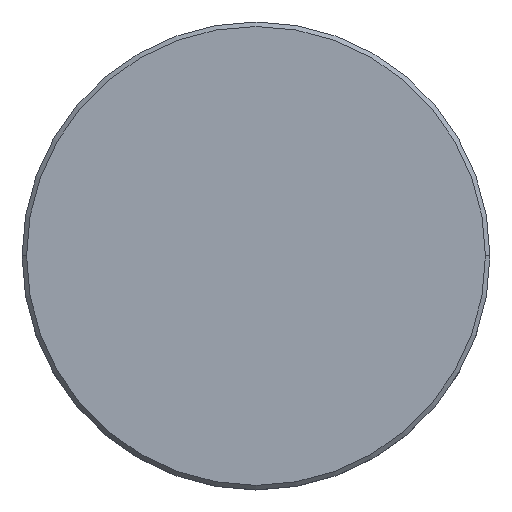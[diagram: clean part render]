
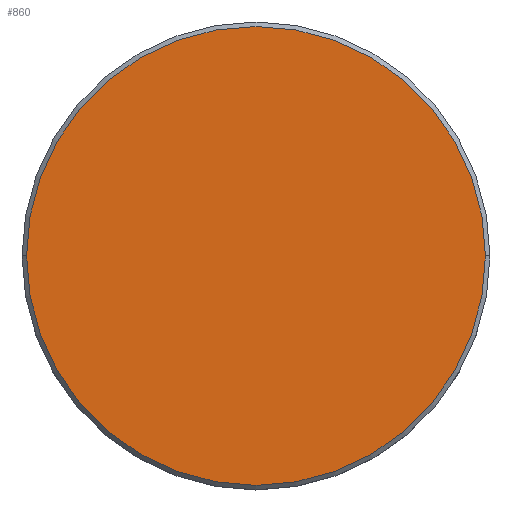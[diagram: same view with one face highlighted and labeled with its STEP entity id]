
A CAD part, top view. The second image highlights one B-rep face of the part: STEP entity #860.
In plain terms, the highlighted planar face has unit normal (0, 0, 1).
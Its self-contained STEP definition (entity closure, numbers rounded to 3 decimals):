
#9 = AXIS2_PLACEMENT_3D ( 'NONE', #1181, #347, #723 ) ;
#33 = DIRECTION ( 'NONE',  ( 1., 0., 0. ) ) ;
#113 = CIRCLE ( 'NONE', #784, 25.5 ) ;
#125 = EDGE_LOOP ( 'NONE', ( #679, #894 ) ) ;
#187 = CARTESIAN_POINT ( 'NONE',  ( 0., 0., 0. ) ) ;
#234 = EDGE_CURVE ( 'NONE', #871, #446, #113, .T. ) ;
#347 = DIRECTION ( 'NONE',  ( 0., 0., 1. ) ) ;
#377 = CARTESIAN_POINT ( 'NONE',  ( 25.5, 0., 0. ) ) ;
#393 = DIRECTION ( 'NONE',  ( 0., 0., 1. ) ) ;
#446 = VERTEX_POINT ( 'NONE', #1063 ) ;
#456 = DIRECTION ( 'NONE',  ( 1., 0., 0. ) ) ;
#476 = PLANE ( 'NONE',  #660 ) ;
#546 = DIRECTION ( 'NONE',  ( 0., 0., 1. ) ) ;
#660 = AXIS2_PLACEMENT_3D ( 'NONE', #187, #393, #33 ) ;
#679 = ORIENTED_EDGE ( 'NONE', *, *, #988, .T. ) ;
#723 = DIRECTION ( 'NONE',  ( 1., 0., 0. ) ) ;
#784 = AXIS2_PLACEMENT_3D ( 'NONE', #840, #546, #456 ) ;
#840 = CARTESIAN_POINT ( 'NONE',  ( 0., 0., 0. ) ) ;
#857 = FACE_OUTER_BOUND ( 'NONE', #125, .T. ) ;
#860 = ADVANCED_FACE ( 'NONE', ( #857 ), #476, .T. ) ;
#871 = VERTEX_POINT ( 'NONE', #377 ) ;
#894 = ORIENTED_EDGE ( 'NONE', *, *, #234, .T. ) ;
#988 = EDGE_CURVE ( 'NONE', #446, #871, #1076, .T. ) ;
#1063 = CARTESIAN_POINT ( 'NONE',  ( -25.5, 0., 0. ) ) ;
#1076 = CIRCLE ( 'NONE', #9, 25.5 ) ;
#1181 = CARTESIAN_POINT ( 'NONE',  ( 0., 0., 0. ) ) ;
